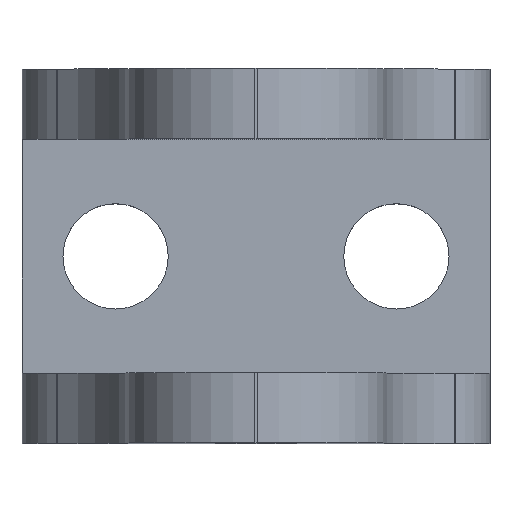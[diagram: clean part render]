
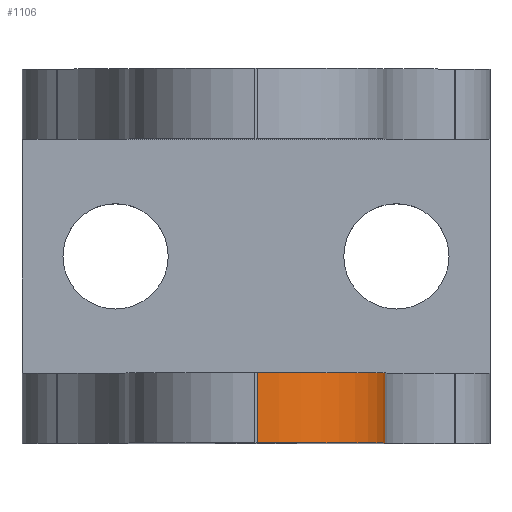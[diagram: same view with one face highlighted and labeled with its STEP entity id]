
A CAD part, top view. The second image highlights one B-rep face of the part: STEP entity #1106.
In plain terms, the highlighted cylindrical face has radius 5.45 mm (diameter 10.9 mm), a partial arc.
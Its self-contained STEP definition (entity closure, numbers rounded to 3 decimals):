
#32 = PLANE('',#33);
#33 = AXIS2_PLACEMENT_3D('',#34,#35,#36);
#34 = CARTESIAN_POINT('',(0.,0.,0.));
#35 = DIRECTION('',(0.,1.,0.));
#36 = DIRECTION('',(0.,0.,1.));
#319 = VERTEX_POINT('',#320);
#320 = CARTESIAN_POINT('',(12.55,0.,23.657));
#334 = PLANE('',#335);
#335 = AXIS2_PLACEMENT_3D('',#336,#337,#338);
#336 = CARTESIAN_POINT('',(18.,0.,23.657));
#337 = DIRECTION('',(0.,0.,1.));
#338 = DIRECTION('',(-1.,0.,0.));
#346 = EDGE_CURVE('',#347,#319,#349,.T.);
#347 = VERTEX_POINT('',#348);
#348 = CARTESIAN_POINT('',(18.,0.,18.207));
#349 = SURFACE_CURVE('',#350,(#355,#366),.PCURVE_S1.);
#350 = CIRCLE('',#351,5.45);
#351 = AXIS2_PLACEMENT_3D('',#352,#353,#354);
#352 = CARTESIAN_POINT('',(12.55,0.,18.207));
#353 = DIRECTION('',(0.,-1.,0.));
#354 = DIRECTION('',(0.,0.,1.));
#355 = PCURVE('',#32,#356);
#356 = DEFINITIONAL_REPRESENTATION('',(#357),#365);
#357 = ( BOUNDED_CURVE() B_SPLINE_CURVE(2,(#358,#359,#360,#361,#362,#363
,#364),.UNSPECIFIED.,.T.,.F.) B_SPLINE_CURVE_WITH_KNOTS((1,2,2,2,2,1),(
    -2.094,0.,2.094,4.189,6.283,
8.378),.UNSPECIFIED.) CURVE() GEOMETRIC_REPRESENTATION_ITEM() 
RATIONAL_B_SPLINE_CURVE((1.,0.5,1.,0.5,1.,0.5,1.)) REPRESENTATION_ITEM(
  '') );
#358 = CARTESIAN_POINT('',(23.657,12.55));
#359 = CARTESIAN_POINT('',(23.657,3.11));
#360 = CARTESIAN_POINT('',(15.482,7.83));
#361 = CARTESIAN_POINT('',(7.307,12.55));
#362 = CARTESIAN_POINT('',(15.482,17.27));
#363 = CARTESIAN_POINT('',(23.657,21.99));
#364 = CARTESIAN_POINT('',(23.657,12.55));
#365 = ( GEOMETRIC_REPRESENTATION_CONTEXT(2) 
PARAMETRIC_REPRESENTATION_CONTEXT() REPRESENTATION_CONTEXT('2D SPACE',''
  ) );
#366 = PCURVE('',#367,#372);
#367 = CYLINDRICAL_SURFACE('',#368,5.45);
#368 = AXIS2_PLACEMENT_3D('',#369,#370,#371);
#369 = CARTESIAN_POINT('',(12.55,0.,18.207));
#370 = DIRECTION('',(0.,1.,0.));
#371 = DIRECTION('',(1.,0.,0.));
#372 = DEFINITIONAL_REPRESENTATION('',(#373),#377);
#373 = LINE('',#374,#375);
#374 = CARTESIAN_POINT('',(4.712,0.));
#375 = VECTOR('',#376,1.);
#376 = DIRECTION('',(-1.,0.));
#377 = ( GEOMETRIC_REPRESENTATION_CONTEXT(2) 
PARAMETRIC_REPRESENTATION_CONTEXT() REPRESENTATION_CONTEXT('2D SPACE',''
  ) );
#395 = PLANE('',#396);
#396 = AXIS2_PLACEMENT_3D('',#397,#398,#399);
#397 = CARTESIAN_POINT('',(18.,0.,8.657));
#398 = DIRECTION('',(1.,0.,0.));
#399 = DIRECTION('',(0.,0.,1.));
#489 = PLANE('',#490);
#490 = AXIS2_PLACEMENT_3D('',#491,#492,#493);
#491 = CARTESIAN_POINT('',(0.,3.,3.));
#492 = DIRECTION('',(0.,1.,0.));
#493 = DIRECTION('',(0.,0.,1.));
#899 = VERTEX_POINT('',#900);
#900 = CARTESIAN_POINT('',(18.,3.,18.207));
#919 = EDGE_CURVE('',#347,#899,#920,.T.);
#920 = SURFACE_CURVE('',#921,(#925,#932),.PCURVE_S1.);
#921 = LINE('',#922,#923);
#922 = CARTESIAN_POINT('',(18.,0.,18.207));
#923 = VECTOR('',#924,1.);
#924 = DIRECTION('',(0.,1.,0.));
#925 = PCURVE('',#395,#926);
#926 = DEFINITIONAL_REPRESENTATION('',(#927),#931);
#927 = LINE('',#928,#929);
#928 = CARTESIAN_POINT('',(9.55,0.));
#929 = VECTOR('',#930,1.);
#930 = DIRECTION('',(0.,-1.));
#931 = ( GEOMETRIC_REPRESENTATION_CONTEXT(2) 
PARAMETRIC_REPRESENTATION_CONTEXT() REPRESENTATION_CONTEXT('2D SPACE',''
  ) );
#932 = PCURVE('',#367,#933);
#933 = DEFINITIONAL_REPRESENTATION('',(#934),#938);
#934 = LINE('',#935,#936);
#935 = CARTESIAN_POINT('',(0.,0.));
#936 = VECTOR('',#937,1.);
#937 = DIRECTION('',(0.,1.));
#938 = ( GEOMETRIC_REPRESENTATION_CONTEXT(2) 
PARAMETRIC_REPRESENTATION_CONTEXT() REPRESENTATION_CONTEXT('2D SPACE',''
  ) );
#1106 = ADVANCED_FACE('',(#1107),#367,.T.);
#1107 = FACE_BOUND('',#1108,.F.);
#1108 = EDGE_LOOP('',(#1109,#1110,#1111,#1134));
#1109 = ORIENTED_EDGE('',*,*,#919,.F.);
#1110 = ORIENTED_EDGE('',*,*,#346,.T.);
#1111 = ORIENTED_EDGE('',*,*,#1112,.T.);
#1112 = EDGE_CURVE('',#319,#1113,#1115,.T.);
#1113 = VERTEX_POINT('',#1114);
#1114 = CARTESIAN_POINT('',(12.55,3.,23.657));
#1115 = SURFACE_CURVE('',#1116,(#1120,#1127),.PCURVE_S1.);
#1116 = LINE('',#1117,#1118);
#1117 = CARTESIAN_POINT('',(12.55,0.,23.657));
#1118 = VECTOR('',#1119,1.);
#1119 = DIRECTION('',(0.,1.,0.));
#1120 = PCURVE('',#367,#1121);
#1121 = DEFINITIONAL_REPRESENTATION('',(#1122),#1126);
#1122 = LINE('',#1123,#1124);
#1123 = CARTESIAN_POINT('',(-1.571,0.));
#1124 = VECTOR('',#1125,1.);
#1125 = DIRECTION('',(0.,1.));
#1126 = ( GEOMETRIC_REPRESENTATION_CONTEXT(2) 
PARAMETRIC_REPRESENTATION_CONTEXT() REPRESENTATION_CONTEXT('2D SPACE',''
  ) );
#1127 = PCURVE('',#334,#1128);
#1128 = DEFINITIONAL_REPRESENTATION('',(#1129),#1133);
#1129 = LINE('',#1130,#1131);
#1130 = CARTESIAN_POINT('',(5.45,0.));
#1131 = VECTOR('',#1132,1.);
#1132 = DIRECTION('',(0.,-1.));
#1133 = ( GEOMETRIC_REPRESENTATION_CONTEXT(2) 
PARAMETRIC_REPRESENTATION_CONTEXT() REPRESENTATION_CONTEXT('2D SPACE',''
  ) );
#1134 = ORIENTED_EDGE('',*,*,#1135,.T.);
#1135 = EDGE_CURVE('',#1113,#899,#1136,.T.);
#1136 = SURFACE_CURVE('',#1137,(#1142,#1149),.PCURVE_S1.);
#1137 = CIRCLE('',#1138,5.45);
#1138 = AXIS2_PLACEMENT_3D('',#1139,#1140,#1141);
#1139 = CARTESIAN_POINT('',(12.55,3.,18.207));
#1140 = DIRECTION('',(0.,1.,0.));
#1141 = DIRECTION('',(1.,0.,0.));
#1142 = PCURVE('',#367,#1143);
#1143 = DEFINITIONAL_REPRESENTATION('',(#1144),#1148);
#1144 = LINE('',#1145,#1146);
#1145 = CARTESIAN_POINT('',(-6.283,3.));
#1146 = VECTOR('',#1147,1.);
#1147 = DIRECTION('',(1.,0.));
#1148 = ( GEOMETRIC_REPRESENTATION_CONTEXT(2) 
PARAMETRIC_REPRESENTATION_CONTEXT() REPRESENTATION_CONTEXT('2D SPACE',''
  ) );
#1149 = PCURVE('',#489,#1150);
#1150 = DEFINITIONAL_REPRESENTATION('',(#1151),#1155);
#1151 = CIRCLE('',#1152,5.45);
#1152 = AXIS2_PLACEMENT_2D('',#1153,#1154);
#1153 = CARTESIAN_POINT('',(15.207,12.55));
#1154 = DIRECTION('',(0.,1.));
#1155 = ( GEOMETRIC_REPRESENTATION_CONTEXT(2) 
PARAMETRIC_REPRESENTATION_CONTEXT() REPRESENTATION_CONTEXT('2D SPACE',''
  ) );
